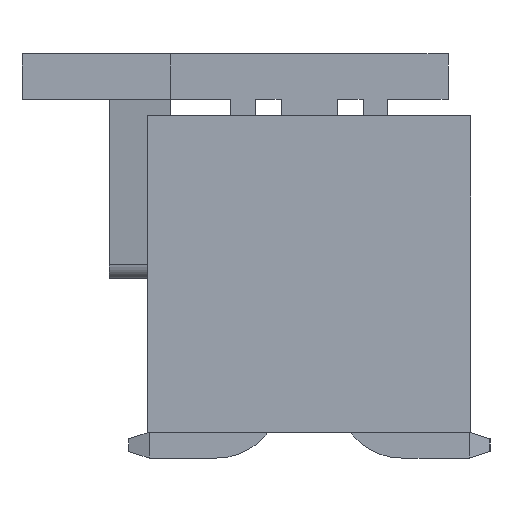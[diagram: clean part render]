
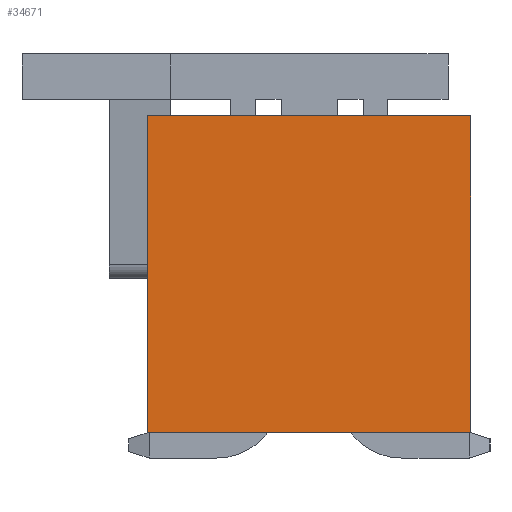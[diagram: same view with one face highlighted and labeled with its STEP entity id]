
A CAD part, front view. The second image highlights one B-rep face of the part: STEP entity #34671.
In plain terms, the highlighted face is planar.
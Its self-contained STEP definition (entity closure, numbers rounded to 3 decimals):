
#1541=ORIENTED_EDGE('',*,*,#8270,.F.);
#1542=ORIENTED_EDGE('',*,*,#8271,.F.);
#1543=ORIENTED_EDGE('',*,*,#8272,.T.);
#1544=ORIENTED_EDGE('',*,*,#8273,.T.);
#8270=EDGE_CURVE('',#11632,#11633,#14040,.T.);
#8271=EDGE_CURVE('',#11634,#11632,#14041,.T.);
#8272=EDGE_CURVE('',#11634,#11635,#14042,.T.);
#8273=EDGE_CURVE('',#11635,#11633,#14043,.T.);
#11632=VERTEX_POINT('',#45644);
#11633=VERTEX_POINT('',#45645);
#11634=VERTEX_POINT('',#45647);
#11635=VERTEX_POINT('',#45649);
#14040=LINE('',#45643,#17420);
#14041=LINE('',#45646,#17421);
#14042=LINE('',#45648,#17422);
#14043=LINE('',#45650,#17423);
#17420=VECTOR('',#38705,1000.);
#17421=VECTOR('',#38706,1000.);
#17422=VECTOR('',#38707,1000.);
#17423=VECTOR('',#38708,1000.);
#20306=EDGE_LOOP('',(#1541,#1542,#1543,#1544));
#21786=FACE_BOUND('',#20306,.T.);
#23266=PLANE('',#36116);
#34671=ADVANCED_FACE('',(#21786),#23266,.T.);
#36116=AXIS2_PLACEMENT_3D('',#45642,#38703,#38704);
#38703=DIRECTION('',(1.,0.,0.));
#38704=DIRECTION('',(0.,0.,-1.));
#38705=DIRECTION('',(0.,0.,-1.));
#38706=DIRECTION('',(0.,1.,0.));
#38707=DIRECTION('',(0.,0.,-1.));
#38708=DIRECTION('',(0.,1.,0.));
#45642=CARTESIAN_POINT('',(19.05,-2.5,2.45));
#45643=CARTESIAN_POINT('',(19.05,2.5,2.45));
#45644=CARTESIAN_POINT('',(19.05,2.5,2.45));
#45645=CARTESIAN_POINT('',(19.05,2.5,-2.45));
#45646=CARTESIAN_POINT('',(19.05,-2.5,2.45));
#45647=CARTESIAN_POINT('',(19.05,-2.5,2.45));
#45648=CARTESIAN_POINT('',(19.05,-2.5,2.45));
#45649=CARTESIAN_POINT('',(19.05,-2.5,-2.45));
#45650=CARTESIAN_POINT('',(19.05,-2.5,-2.45));
